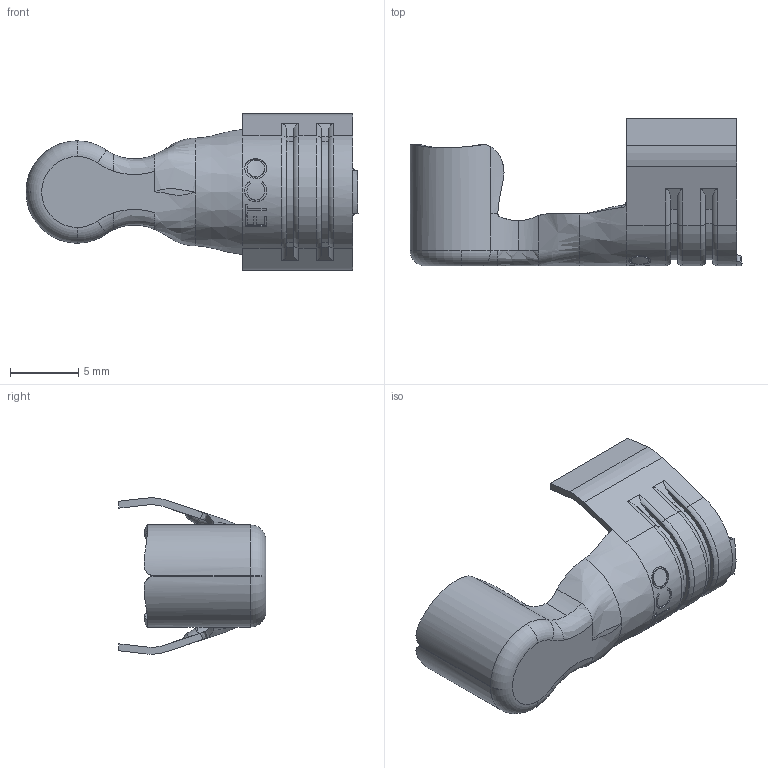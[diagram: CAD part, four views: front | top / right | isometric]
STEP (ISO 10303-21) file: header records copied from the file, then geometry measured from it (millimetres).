
FILE_DESCRIPTION (( 'STEP AP203' ), '1' );
FILE_NAME ('SP35.STEP', '2019-11-05T16:08:21', ( 'tempuser' ), ( 'Microsoft' ), 'SwSTEP 2.0', 'SolidWorks 2019', '' );
FILE_SCHEMA (( 'CONFIG_CONTROL_DESIGN' ));
Length unit declared in the file: inch
Products named in the file (1): SP35
Bounding box: 24.26 x 10.79 x 11.43 mm (x, y, z)
Volume: 256 mm3; surface area: 1073.6 mm2
Topology: 1 solids, 1 shells, 210 faces, 605 edges, 402 vertices
Faces by surface type: bspline 77, plane 62, cylinder 47, torus 14, cone 6, sphere 4
Entity records: 11736 total; most frequent: CARTESIAN_POINT 6733, ORIENTED_EDGE 1210, DIRECTION 780, EDGE_CURVE 605, VERTEX_POINT 402, AXIS2_PLACEMENT_3D 286, B_SPLINE_CURVE_WITH_KNOTS 237, EDGE_LOOP 215
